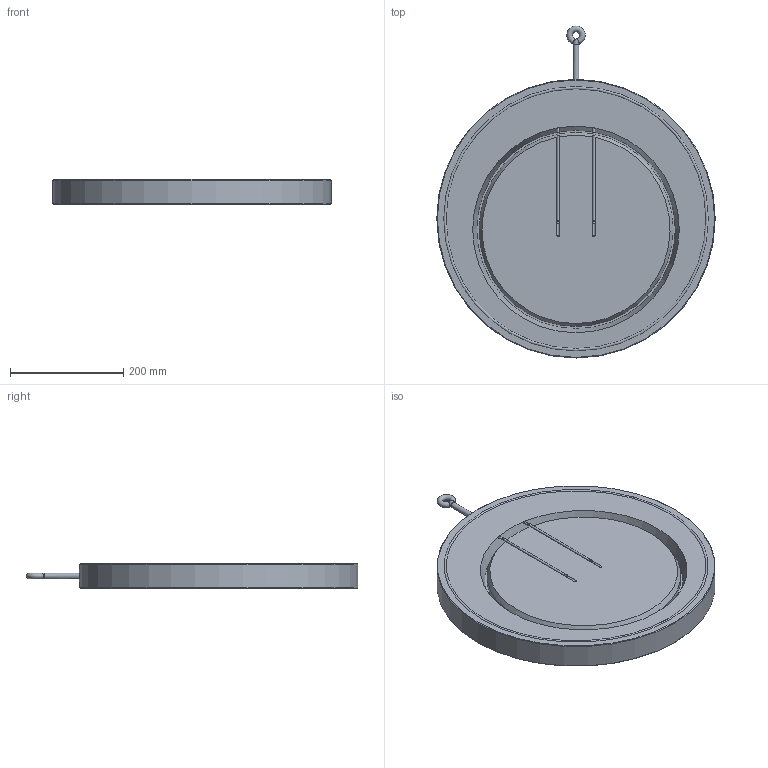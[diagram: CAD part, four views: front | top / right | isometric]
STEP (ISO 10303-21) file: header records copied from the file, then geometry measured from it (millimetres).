
FILE_DESCRIPTION (( 'STEP AP214' ), '1' );
FILE_NAME ('ZRKF-400.STEP', '2021-11-19T13:39:10', ( 'admin' ), ( 'Hewlett-Packard Company' ), 'SwSTEP 2.0', 'SolidWorks 2015', '' );
FILE_SCHEMA (( 'AUTOMOTIVE_DESIGN' ));
Length unit declared in the file: millimetre
Products named in the file (1): ZRKF-400
Bounding box: 491 x 585.25 x 45.8 mm (x, y, z)
Volume: 6111237.7 mm3; surface area: 538821.4 mm2
Topology: 1 solids, 2 shells, 45 faces, 94 edges, 60 vertices
Faces by surface type: plane 13, cylinder 13, torus 12, cone 5, sphere 2
Full cylindrical faces by diameter (mm): 3.5 x6, 8.5 x1, 10 x1, 310 x1, 342 x1, 491 x1
Entity records: 1339 total; most frequent: CARTESIAN_POINT 485, DIRECTION 180, ORIENTED_EDGE 110, AXIS2_PLACEMENT_3D 88, EDGE_LOOP 86, FACE_OUTER_BOUND 68, EDGE_CURVE 55, VERTEX_POINT 49
